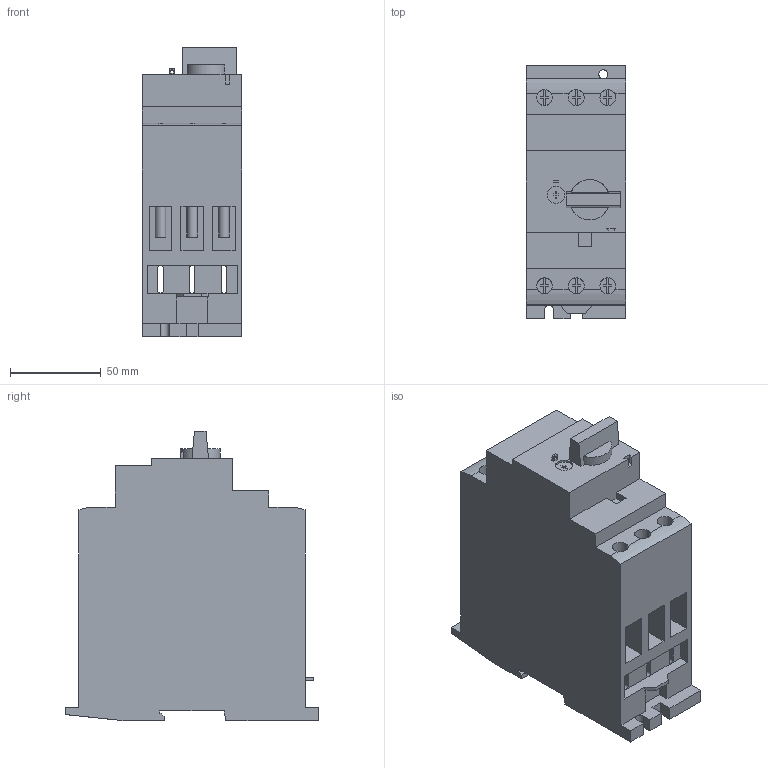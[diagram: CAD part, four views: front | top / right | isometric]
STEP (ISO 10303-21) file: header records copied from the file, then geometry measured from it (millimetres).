
FILE_DESCRIPTION( ( '' ), '1' );
FILE_NAME( 'pkzm4.stp', '2010-03-05T08:02:34', ( '' ), ( '' ), ' ', ' ', ' ' );
FILE_SCHEMA( ( 'CONFIG_CONTROL_DESIGN' ) );
Length unit declared in the file: millimetre
Products named in the file (1): 1
Bounding box: 54.8 x 140 x 160 mm (x, y, z)
Volume: 845469.7 mm3; surface area: 93771.7 mm2
Topology: 1 solids, 1 shells, 248 faces, 695 edges, 461 vertices
Faces by surface type: plane 207, cylinder 41
Entity records: 8133 total; most frequent: CARTESIAN_POINT 1558, ORIENTED_EDGE 1390, DIRECTION 1312, EDGE_CURVE 695, LINE 564, VECTOR 564, VERTEX_POINT 461, AXIS2_PLACEMENT_3D 374
